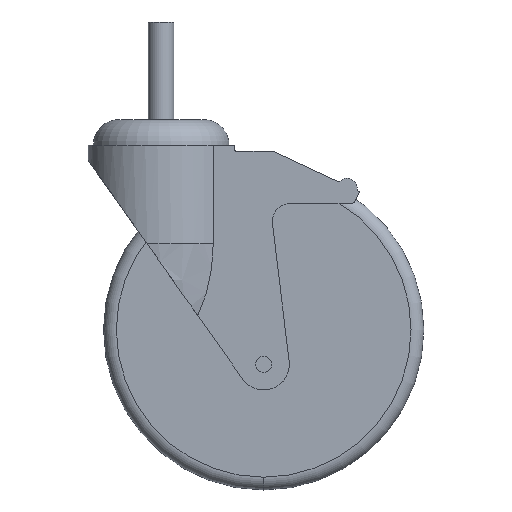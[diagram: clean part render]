
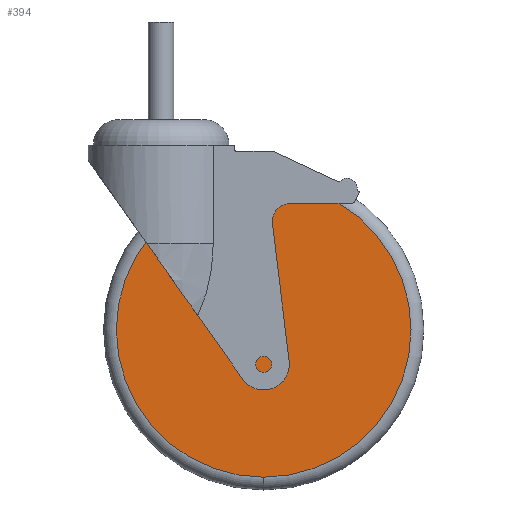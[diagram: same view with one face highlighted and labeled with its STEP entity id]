
A CAD part, left-side view. The second image highlights one B-rep face of the part: STEP entity #394.
In plain terms, the highlighted planar face has unit normal (-1, 0, 0).
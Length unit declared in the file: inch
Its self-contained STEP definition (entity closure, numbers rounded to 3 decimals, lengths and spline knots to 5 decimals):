
#78=CARTESIAN_POINT('',(-5.43807,-5.38881,0.19722));
#79=VERTEX_POINT('',#78);
#105=CARTESIAN_POINT('',(-5.43807,-5.38881,4.72477));
#106=VERTEX_POINT('',#105);
#114=CARTESIAN_POINT('',(-5.43807,-5.38881,2.461));
#115=DIRECTION('',(1.0,0.0,0.0));
#116=DIRECTION('',(0.0,-1.0,0.0));
#117=AXIS2_PLACEMENT_3D('',#114,#115,#116);
#118=CIRCLE('',#117,2.26378);
#119=EDGE_CURVE('',#106,#79,#118,.T.);
#224=CARTESIAN_POINT('',(-5.43807,-5.38881,2.58502));
#225=VERTEX_POINT('',#224);
#241=CARTESIAN_POINT('',(-5.43807,-5.38881,2.33698));
#242=VERTEX_POINT('',#241);
#249=CARTESIAN_POINT('',(-5.43807,-5.38881,2.461));
#250=DIRECTION('',(1.0,0.0,0.0));
#251=DIRECTION('',(0.0,0.0,1.0));
#252=AXIS2_PLACEMENT_3D('',#249,#250,#251);
#253=CIRCLE('',#252,0.12402);
#254=EDGE_CURVE('',#225,#242,#253,.T.);
#265=CARTESIAN_POINT('',(-5.43807,-5.38881,2.461));
#266=DIRECTION('',(1.0,0.0,0.0));
#267=DIRECTION('',(0.0,0.0,1.0));
#268=AXIS2_PLACEMENT_3D('',#265,#266,#267);
#269=CIRCLE('',#268,0.12402);
#270=EDGE_CURVE('',#242,#225,#269,.T.);
#358=CARTESIAN_POINT('',(-5.43807,-3.12504,2.461));
#359=VERTEX_POINT('',#358);
#360=CARTESIAN_POINT('',(-5.43807,-5.38881,2.461));
#361=DIRECTION('',(1.0,0.0,0.0));
#362=DIRECTION('',(0.0,-1.0,0.0));
#363=AXIS2_PLACEMENT_3D('',#360,#361,#362);
#364=CIRCLE('',#363,2.26378);
#365=EDGE_CURVE('',#79,#359,#364,.T.);
#367=CARTESIAN_POINT('',(-5.43807,-5.38881,2.461));
#368=DIRECTION('',(1.0,0.0,0.0));
#369=DIRECTION('',(0.0,-1.0,0.0));
#370=AXIS2_PLACEMENT_3D('',#367,#368,#369);
#371=CIRCLE('',#370,2.26378);
#372=EDGE_CURVE('',#359,#106,#371,.T.);
#380=CARTESIAN_POINT('',(-5.43807,-5.38881,2.461));
#381=DIRECTION('',(1.0,0.0,0.0));
#382=DIRECTION('',(0.0,0.0,-1.0));
#383=AXIS2_PLACEMENT_3D('',#380,#381,#382);
#384=PLANE('',#383);
#385=ORIENTED_EDGE('',*,*,#372,.F.);
#386=ORIENTED_EDGE('',*,*,#365,.F.);
#387=ORIENTED_EDGE('',*,*,#119,.F.);
#388=EDGE_LOOP('',(#385,#386,#387));
#389=FACE_OUTER_BOUND('',#388,.T.);
#390=ORIENTED_EDGE('',*,*,#270,.T.);
#391=ORIENTED_EDGE('',*,*,#254,.T.);
#392=EDGE_LOOP('',(#390,#391));
#393=FACE_BOUND('',#392,.T.);
#394=ADVANCED_FACE('',(#389,#393),#384,.F.);
